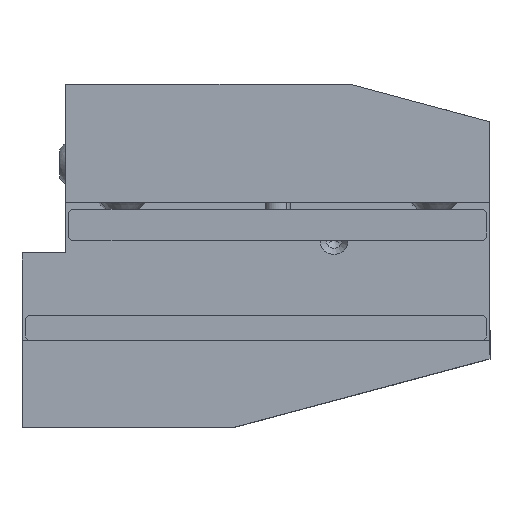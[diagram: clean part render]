
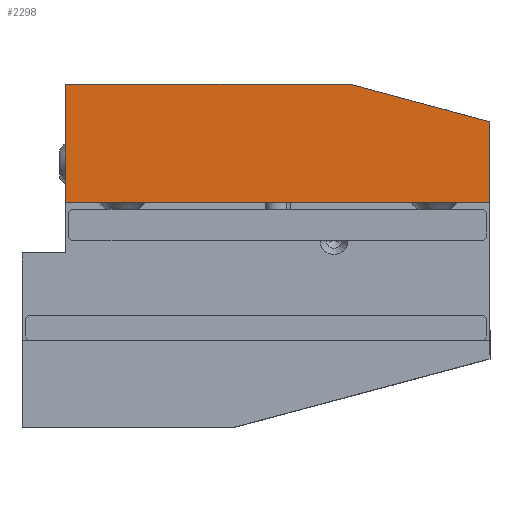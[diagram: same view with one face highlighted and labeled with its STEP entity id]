
A CAD part, top view. The second image highlights one B-rep face of the part: STEP entity #2298.
In plain terms, the highlighted planar face has unit normal (0, 0, 1).
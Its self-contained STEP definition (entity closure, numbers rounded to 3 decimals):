
#676 = CARTESIAN_POINT ( 'NONE',  ( -102.055, 10.494, 103.13 ) ) ;
#769 = LINE ( 'NONE', #3973, #7725 ) ;
#839 = CARTESIAN_POINT ( 'NONE',  ( -147.663, -8.506, 103.13 ) ) ;
#1024 = CARTESIAN_POINT ( 'NONE',  ( -102.055, 10.494, 103.13 ) ) ;
#1523 = CARTESIAN_POINT ( 'NONE',  ( -154.663, -8.506, 103.13 ) ) ;
#2229 = EDGE_CURVE ( 'NONE', #7792, #8596, #8283, .T. ) ;
#2239 = CARTESIAN_POINT ( 'NONE',  ( -79.663, 4.494, 103.13 ) ) ;
#2298 = ADVANCED_FACE ( 'NONE', ( #9255 ), #2336, .T. ) ;
#2304 = VERTEX_POINT ( 'NONE', #2239 ) ;
#2336 = PLANE ( 'NONE',  #2764 ) ;
#2484 = DIRECTION ( 'NONE',  ( -1., 0., 0. ) ) ;
#2554 = DIRECTION ( 'NONE',  ( 0., 1., 0. ) ) ;
#2764 = AXIS2_PLACEMENT_3D ( 'NONE', #3018, #4609, #8496 ) ;
#2818 = EDGE_CURVE ( 'NONE', #3116, #2304, #5943, .T. ) ;
#2997 = EDGE_LOOP ( 'NONE', ( #7498, #3514, #5706, #6432, #7195 ) ) ;
#3018 = CARTESIAN_POINT ( 'NONE',  ( -154.663, -44.506, 103.13 ) ) ;
#3116 = VERTEX_POINT ( 'NONE', #676 ) ;
#3333 = LINE ( 'NONE', #5748, #7860 ) ;
#3514 = ORIENTED_EDGE ( 'NONE', *, *, #6741, .T. ) ;
#3973 = CARTESIAN_POINT ( 'NONE',  ( -154.663, 10.494, 103.13 ) ) ;
#4112 = DIRECTION ( 'NONE',  ( 0.966, -0.259, 0. ) ) ;
#4411 = VECTOR ( 'NONE', #2554, 1000. ) ;
#4582 = DIRECTION ( 'NONE',  ( 1., 0., 0. ) ) ;
#4609 = DIRECTION ( 'NONE',  ( 0., 0., 1. ) ) ;
#5056 = DIRECTION ( 'NONE',  ( 0., 1., 0. ) ) ;
#5566 = EDGE_CURVE ( 'NONE', #7792, #9549, #3333, .T. ) ;
#5700 = CARTESIAN_POINT ( 'NONE',  ( -79.663, 10.494, 103.13 ) ) ;
#5706 = ORIENTED_EDGE ( 'NONE', *, *, #5566, .F. ) ;
#5748 = CARTESIAN_POINT ( 'NONE',  ( -147.663, 10.494, 103.13 ) ) ;
#5898 = CARTESIAN_POINT ( 'NONE',  ( -79.663, -8.506, 103.13 ) ) ;
#5943 = LINE ( 'NONE', #1024, #6938 ) ;
#6024 = EDGE_CURVE ( 'NONE', #8596, #2304, #6371, .T. ) ;
#6214 = VECTOR ( 'NONE', #4582, 1000. ) ;
#6371 = LINE ( 'NONE', #5700, #4411 ) ;
#6432 = ORIENTED_EDGE ( 'NONE', *, *, #2229, .T. ) ;
#6741 = EDGE_CURVE ( 'NONE', #3116, #9549, #769, .T. ) ;
#6938 = VECTOR ( 'NONE', #4112, 1000. ) ;
#7186 = CARTESIAN_POINT ( 'NONE',  ( -147.663, 10.494, 103.13 ) ) ;
#7195 = ORIENTED_EDGE ( 'NONE', *, *, #6024, .T. ) ;
#7498 = ORIENTED_EDGE ( 'NONE', *, *, #2818, .F. ) ;
#7725 = VECTOR ( 'NONE', #2484, 1000. ) ;
#7792 = VERTEX_POINT ( 'NONE', #839 ) ;
#7860 = VECTOR ( 'NONE', #5056, 1000. ) ;
#8283 = LINE ( 'NONE', #1523, #6214 ) ;
#8496 = DIRECTION ( 'NONE',  ( 1., 0., 0. ) ) ;
#8596 = VERTEX_POINT ( 'NONE', #5898 ) ;
#9255 = FACE_OUTER_BOUND ( 'NONE', #2997, .T. ) ;
#9549 = VERTEX_POINT ( 'NONE', #7186 ) ;
